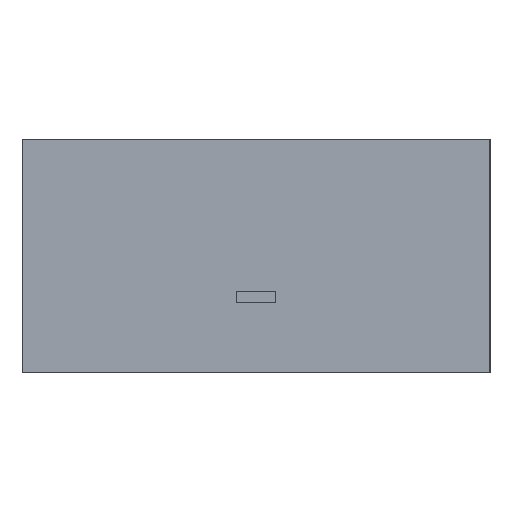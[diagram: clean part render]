
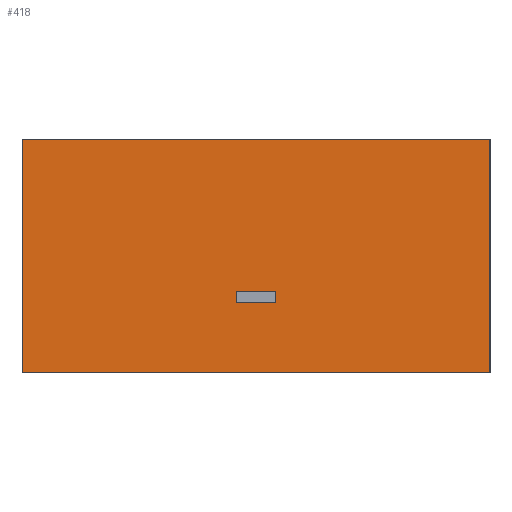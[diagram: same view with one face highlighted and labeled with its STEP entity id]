
A CAD part, left-side view. The second image highlights one B-rep face of the part: STEP entity #418.
In plain terms, the highlighted planar face has unit normal (-1, 0, 0).
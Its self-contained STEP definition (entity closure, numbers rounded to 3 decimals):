
#19=FACE_BOUND('',#75,.T.);
#48=FACE_OUTER_BOUND('',#74,.T.);
#74=EDGE_LOOP('',(#357,#358,#359,#360));
#75=EDGE_LOOP('',(#361,#362,#363,#364));
#81=LINE('',#569,#131);
#85=LINE('',#577,#135);
#88=LINE('',#583,#138);
#91=LINE('',#588,#141);
#120=LINE('',#657,#170);
#128=LINE('',#672,#178);
#129=LINE('',#674,#179);
#130=LINE('',#675,#180);
#131=VECTOR('',#465,10.);
#135=VECTOR('',#471,10.);
#138=VECTOR('',#476,10.);
#141=VECTOR('',#481,10.);
#170=VECTOR('',#544,10.);
#178=VECTOR('',#556,10.);
#179=VECTOR('',#559,10.);
#180=VECTOR('',#560,10.);
#181=VERTEX_POINT('',#567);
#182=VERTEX_POINT('',#568);
#185=VERTEX_POINT('',#576);
#187=VERTEX_POINT('',#582);
#210=VERTEX_POINT('',#654);
#211=VERTEX_POINT('',#656);
#215=VERTEX_POINT('',#668);
#216=VERTEX_POINT('',#670);
#217=EDGE_CURVE('',#181,#182,#81,.T.);
#221=EDGE_CURVE('',#185,#181,#85,.T.);
#224=EDGE_CURVE('',#187,#185,#88,.T.);
#227=EDGE_CURVE('',#182,#187,#91,.T.);
#260=EDGE_CURVE('',#210,#211,#120,.T.);
#268=EDGE_CURVE('',#215,#216,#128,.T.);
#269=EDGE_CURVE('',#210,#215,#129,.T.);
#270=EDGE_CURVE('',#211,#216,#130,.T.);
#357=ORIENTED_EDGE('',*,*,#269,.T.);
#358=ORIENTED_EDGE('',*,*,#268,.T.);
#359=ORIENTED_EDGE('',*,*,#270,.F.);
#360=ORIENTED_EDGE('',*,*,#260,.F.);
#361=ORIENTED_EDGE('',*,*,#217,.T.);
#362=ORIENTED_EDGE('',*,*,#227,.T.);
#363=ORIENTED_EDGE('',*,*,#224,.T.);
#364=ORIENTED_EDGE('',*,*,#221,.T.);
#396=PLANE('',#458);
#418=ADVANCED_FACE('',(#48,#19),#396,.T.);
#458=AXIS2_PLACEMENT_3D('',#673,#557,#558);
#465=DIRECTION('',(0.,0.,-1.));
#471=DIRECTION('',(0.,-1.,0.));
#476=DIRECTION('',(0.,0.,1.));
#481=DIRECTION('',(0.,1.,0.));
#544=DIRECTION('',(0.,0.,1.));
#556=DIRECTION('',(0.,0.,1.));
#557=DIRECTION('center_axis',(-1.,0.,0.));
#558=DIRECTION('ref_axis',(0.,-1.,0.));
#559=DIRECTION('',(0.,-1.,0.));
#560=DIRECTION('',(0.,-1.,0.));
#567=CARTESIAN_POINT('',(0.,45.75,17.5));
#568=CARTESIAN_POINT('',(0.,45.75,15.));
#569=CARTESIAN_POINT('',(0.,45.75,8.75));
#576=CARTESIAN_POINT('',(0.,54.25,17.5));
#577=CARTESIAN_POINT('',(0.,77.125,17.5));
#582=CARTESIAN_POINT('',(0.,54.25,15.));
#583=CARTESIAN_POINT('',(0.,54.25,7.5));
#588=CARTESIAN_POINT('',(0.,72.875,15.));
#654=CARTESIAN_POINT('',(0.,100.,0.));
#656=CARTESIAN_POINT('',(0.,100.,50.));
#657=CARTESIAN_POINT('',(0.,100.,0.));
#668=CARTESIAN_POINT('',(0.,0.,0.));
#670=CARTESIAN_POINT('',(0.,0.,50.));
#672=CARTESIAN_POINT('',(0.,0.,0.));
#673=CARTESIAN_POINT('Origin',(0.,100.,0.));
#674=CARTESIAN_POINT('',(0.,100.,0.));
#675=CARTESIAN_POINT('',(0.,100.,50.));
